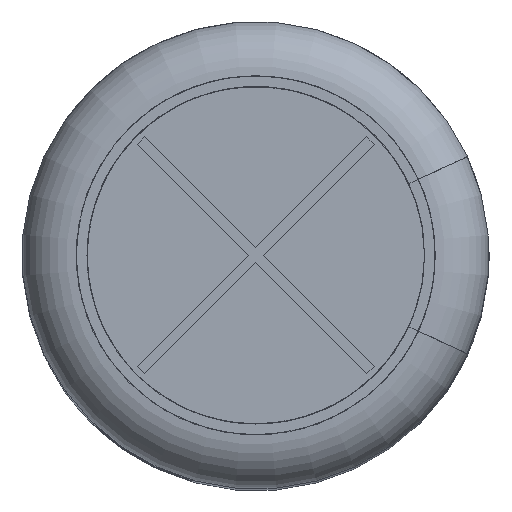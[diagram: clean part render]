
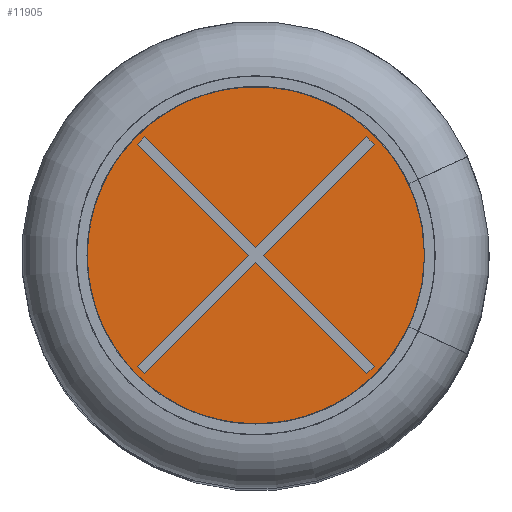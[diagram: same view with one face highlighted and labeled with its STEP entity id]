
A CAD part, top view. The second image highlights one B-rep face of the part: STEP entity #11905.
In plain terms, the highlighted planar face has unit normal (0, 0, 1).
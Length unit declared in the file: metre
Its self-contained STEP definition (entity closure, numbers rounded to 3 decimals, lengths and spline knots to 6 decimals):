
#426=LINE('',#15520,#1102);
#429=LINE('',#15526,#1105);
#431=LINE('',#15530,#1107);
#433=LINE('',#15534,#1109);
#435=LINE('',#15538,#1111);
#437=LINE('',#15542,#1113);
#439=LINE('',#15546,#1115);
#441=LINE('',#15550,#1117);
#443=LINE('',#15554,#1119);
#445=LINE('',#15558,#1121);
#447=LINE('',#15562,#1123);
#449=LINE('',#15566,#1125);
#1102=VECTOR('',#13226,1.);
#1105=VECTOR('',#13231,1.);
#1107=VECTOR('',#13235,1.);
#1109=VECTOR('',#13239,1.);
#1111=VECTOR('',#13243,1.);
#1113=VECTOR('',#13247,1.);
#1115=VECTOR('',#13251,1.);
#1117=VECTOR('',#13255,1.);
#1119=VECTOR('',#13259,1.);
#1121=VECTOR('',#13263,1.);
#1123=VECTOR('',#13267,1.);
#1125=VECTOR('',#13271,1.);
#1992=ORIENTED_EDGE('',*,*,#4387,.T.);
#1993=ORIENTED_EDGE('',*,*,#4410,.T.);
#1994=ORIENTED_EDGE('',*,*,#4408,.T.);
#1995=ORIENTED_EDGE('',*,*,#4406,.T.);
#1996=ORIENTED_EDGE('',*,*,#4404,.T.);
#1997=ORIENTED_EDGE('',*,*,#4402,.T.);
#1998=ORIENTED_EDGE('',*,*,#4400,.T.);
#1999=ORIENTED_EDGE('',*,*,#4398,.T.);
#2000=ORIENTED_EDGE('',*,*,#4396,.T.);
#2001=ORIENTED_EDGE('',*,*,#4394,.T.);
#2002=ORIENTED_EDGE('',*,*,#4392,.T.);
#2003=ORIENTED_EDGE('',*,*,#4390,.T.);
#2004=ORIENTED_EDGE('',*,*,#4434,.F.);
#4387=EDGE_CURVE('',#5642,#5643,#426,.T.);
#4390=EDGE_CURVE('',#5644,#5642,#429,.T.);
#4392=EDGE_CURVE('',#5645,#5644,#431,.T.);
#4394=EDGE_CURVE('',#5646,#5645,#433,.T.);
#4396=EDGE_CURVE('',#5647,#5646,#435,.T.);
#4398=EDGE_CURVE('',#5648,#5647,#437,.T.);
#4400=EDGE_CURVE('',#5649,#5648,#439,.T.);
#4402=EDGE_CURVE('',#5650,#5649,#441,.T.);
#4404=EDGE_CURVE('',#5651,#5650,#443,.T.);
#4406=EDGE_CURVE('',#5652,#5651,#445,.T.);
#4408=EDGE_CURVE('',#5653,#5652,#447,.T.);
#4410=EDGE_CURVE('',#5643,#5653,#449,.T.);
#4434=EDGE_CURVE('',#5675,#5675,#6502,.T.);
#5642=VERTEX_POINT('',#15521);
#5643=VERTEX_POINT('',#15522);
#5644=VERTEX_POINT('',#15527);
#5645=VERTEX_POINT('',#15531);
#5646=VERTEX_POINT('',#15535);
#5647=VERTEX_POINT('',#15539);
#5648=VERTEX_POINT('',#15543);
#5649=VERTEX_POINT('',#15547);
#5650=VERTEX_POINT('',#15551);
#5651=VERTEX_POINT('',#15555);
#5652=VERTEX_POINT('',#15559);
#5653=VERTEX_POINT('',#15563);
#5675=VERTEX_POINT('',#15627);
#6502=CIRCLE('',#12438,0.003843);
#6835=EDGE_LOOP('',(#1992,#1993,#1994,#1995,#1996,#1997,#1998,#1999,#2000,
#2001,#2002,#2003));
#6836=EDGE_LOOP('',(#2004));
#7445=FACE_BOUND('',#6835,.T.);
#7446=FACE_BOUND('',#6836,.T.);
#8017=PLANE('',#12457);
#11905=ADVANCED_FACE('',(#7445,#7446),#8017,.T.);
#12438=AXIS2_PLACEMENT_3D('',#15626,#13344,#13345);
#12457=AXIS2_PLACEMENT_3D('',#15651,#13382,#13383);
#13226=DIRECTION('',(0.707,0.707,0.));
#13231=DIRECTION('',(-0.707,0.707,0.));
#13235=DIRECTION('',(0.707,0.707,0.));
#13239=DIRECTION('',(-0.707,0.707,0.));
#13243=DIRECTION('',(-0.707,-0.707,0.));
#13247=DIRECTION('',(-0.707,0.707,0.));
#13251=DIRECTION('',(-0.707,-0.707,0.));
#13255=DIRECTION('',(0.707,-0.707,0.));
#13259=DIRECTION('',(-0.707,-0.707,0.));
#13263=DIRECTION('',(0.707,-0.707,0.));
#13267=DIRECTION('',(0.707,0.707,0.));
#13271=DIRECTION('',(0.707,-0.707,0.));
#13344=DIRECTION('',(0.,0.,-1.));
#13345=DIRECTION('',(-1.,0.,0.));
#13382=DIRECTION('',(0.,0.,1.));
#13383=DIRECTION('',(1.,0.,0.));
#15520=CARTESIAN_POINT('',(-0.002375,0.002533,0.02478));
#15521=CARTESIAN_POINT('',(-0.002533,0.002375,0.02478));
#15522=CARTESIAN_POINT('',(-0.002375,0.002533,0.02478));
#15526=CARTESIAN_POINT('',(-0.000157,0.,0.02478));
#15527=CARTESIAN_POINT('',(-0.000157,0.,0.02478));
#15530=CARTESIAN_POINT('',(-0.000157,0.,0.02478));
#15531=CARTESIAN_POINT('',(-0.002533,-0.002375,0.02478));
#15534=CARTESIAN_POINT('',(-0.002375,-0.002533,0.02478));
#15535=CARTESIAN_POINT('',(-0.002375,-0.002533,0.02478));
#15538=CARTESIAN_POINT('',(0.,-0.000157,0.02478));
#15539=CARTESIAN_POINT('',(0.,-0.000157,0.02478));
#15542=CARTESIAN_POINT('',(0.,-0.000157,0.02478));
#15543=CARTESIAN_POINT('',(0.002375,-0.002533,0.02478));
#15546=CARTESIAN_POINT('',(0.002533,-0.002375,0.02478));
#15547=CARTESIAN_POINT('',(0.002533,-0.002375,0.02478));
#15550=CARTESIAN_POINT('',(0.000157,0.,0.02478));
#15551=CARTESIAN_POINT('',(0.000157,0.,0.02478));
#15554=CARTESIAN_POINT('',(0.000157,0.,0.02478));
#15555=CARTESIAN_POINT('',(0.002533,0.002375,0.02478));
#15558=CARTESIAN_POINT('',(0.002533,0.002375,0.02478));
#15559=CARTESIAN_POINT('',(0.002375,0.002533,0.02478));
#15562=CARTESIAN_POINT('',(0.,0.000157,0.02478));
#15563=CARTESIAN_POINT('',(0.,0.000157,0.02478));
#15566=CARTESIAN_POINT('',(0.,0.000157,0.02478));
#15626=CARTESIAN_POINT('',(0.,0.,0.02478));
#15627=CARTESIAN_POINT('',(-0.003843,0.,0.02478));
#15651=CARTESIAN_POINT('',(-0.003843,0.,0.02478));
